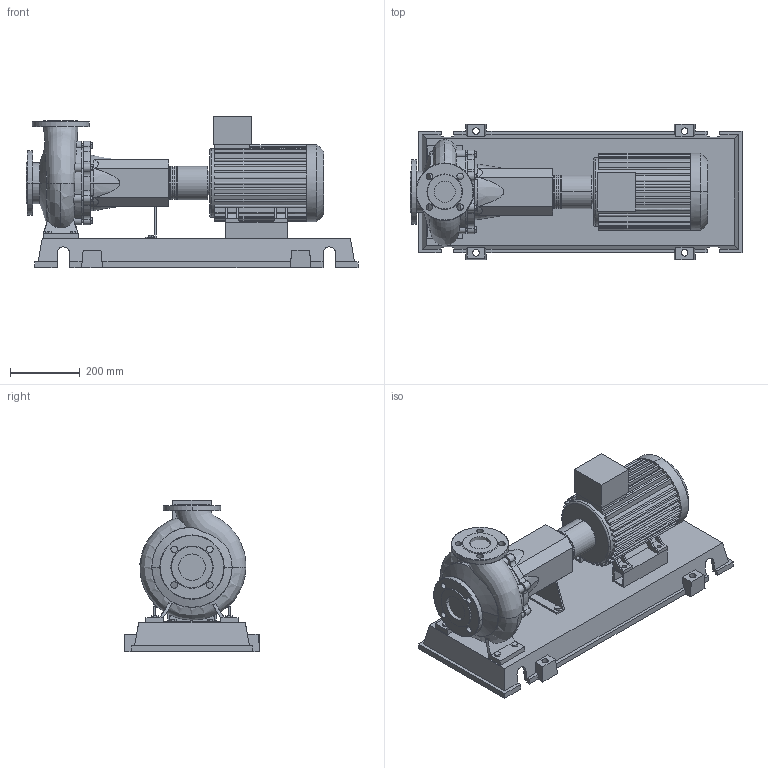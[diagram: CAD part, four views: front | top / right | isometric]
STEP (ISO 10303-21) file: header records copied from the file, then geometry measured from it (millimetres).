
FILE_DESCRIPTION((''),'2;1');
FILE_NAME('3d_NL50_160-4-2-05-4109060.stp','2015-03-03T07:43:53',(''),(''),'Mechanical Desktop 2009','Mechanical Desktop 2009',', , ');
FILE_SCHEMA(('CONFIG_CONTROL_DESIGN'));
Length unit declared in the file: millimetre
Products named in the file (1): Product
Bounding box: 955 x 390 x 435 mm (x, y, z)
Volume: 31391720.7 mm3; surface area: 2394800.3 mm2
Topology: 13 solids, 13 shells, 793 faces, 2108 edges, 1385 vertices
Faces by surface type: plane 414, bspline 198, cylinder 167, cone 8, torus 6
Entity records: 29140 total; most frequent: CARTESIAN_POINT 9534, ORIENTED_EDGE 4218, DIRECTION 3799, EDGE_CURVE 2109, VECTOR 1391, LINE 1391, VERTEX_POINT 1384, AXIS2_PLACEMENT_3D 1204
